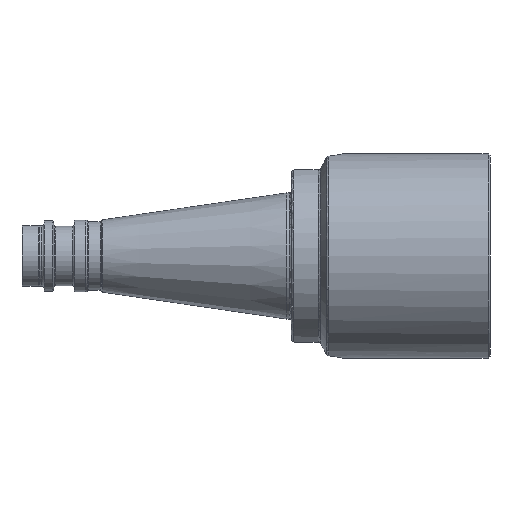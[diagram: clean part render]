
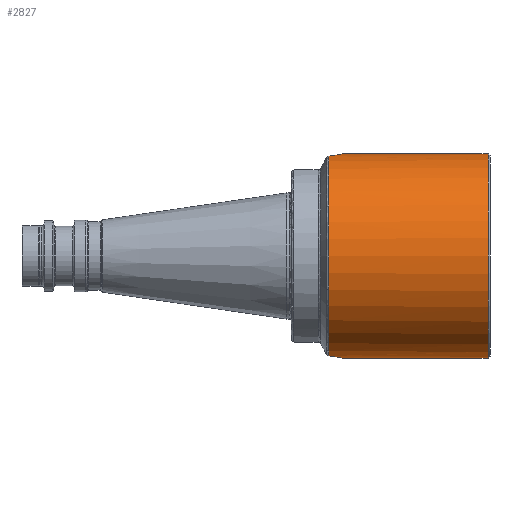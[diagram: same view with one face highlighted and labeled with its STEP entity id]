
A CAD part, front view. The second image highlights one B-rep face of the part: STEP entity #2827.
In plain terms, the highlighted cylindrical face has radius 36 mm (diameter 72 mm), a partial arc.
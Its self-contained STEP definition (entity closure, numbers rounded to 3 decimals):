
#24 = ORIENTED_EDGE ( 'NONE', *, *, #4023, .F. ) ;
#243 = CARTESIAN_POINT ( 'NONE',  ( 19.424, -1.935, -35.95 ) ) ;
#288 = CARTESIAN_POINT ( 'NONE',  ( 19.65, -0.388, 36. ) ) ;
#369 = CARTESIAN_POINT ( 'NONE',  ( 14.833, -7.372, 35.237 ) ) ;
#417 = VERTEX_POINT ( 'NONE', #2408 ) ;
#472 = DIRECTION ( 'NONE',  ( -1., 0., 0. ) ) ;
#559 = CARTESIAN_POINT ( 'NONE',  ( 15.551, -7.057, -35.303 ) ) ;
#574 = CARTESIAN_POINT ( 'NONE',  ( 14.833, 0., 0. ) ) ;
#596 = CARTESIAN_POINT ( 'NONE',  ( 19.622, -0.777, -35.994 ) ) ;
#623 = CARTESIAN_POINT ( 'NONE',  ( 17.095, -5.896, 35.515 ) ) ;
#851 = DIRECTION ( 'NONE',  ( -1., 0., 0. ) ) ;
#914 = DIRECTION ( 'NONE',  ( 0., 0., -1. ) ) ;
#919 = CARTESIAN_POINT ( 'NONE',  ( 16.206, -6.648, -35.385 ) ) ;
#929 = VERTEX_POINT ( 'NONE', #2597 ) ;
#938 = CARTESIAN_POINT ( 'NONE',  ( 19.65, 0., -36. ) ) ;
#964 = CARTESIAN_POINT ( 'NONE',  ( 17.887, -5.042, 35.646 ) ) ;
#1038 = CARTESIAN_POINT ( 'NONE',  ( -162.357, 0., -36. ) ) ;
#1122 = CIRCLE ( 'NONE', #2301, 36. ) ;
#1247 = CARTESIAN_POINT ( 'NONE',  ( 17.375, -5.621, -35.56 ) ) ;
#1291 = CARTESIAN_POINT ( 'NONE',  ( 18.545, -4.088, 35.769 ) ) ;
#1343 = FACE_OUTER_BOUND ( 'NONE', #3315, .T. ) ;
#1410 = B_SPLINE_CURVE_WITH_KNOTS ( 'NONE', 3,
 ( #2618, #2281, #2632, #623, #2967, #964, #3299, #1291, #3640, #1626, #3978, #1959, #4299, #2298, #288, #2645 ),
 .UNSPECIFIED., .F., .F.,
 ( 4, 2, 2, 2, 2, 2, 2, 4 ),
 ( 0., 0.002, 0.003, 0.005, 0.006, 0.007, 0.008, 0.009 ),
 .UNSPECIFIED. ) ;
#1498 = VECTOR ( 'NONE', #3374, 1000. ) ;
#1501 = ORIENTED_EDGE ( 'NONE', *, *, #2431, .T. ) ;
#1587 = CARTESIAN_POINT ( 'NONE',  ( 18.121, -4.735, -35.689 ) ) ;
#1626 = CARTESIAN_POINT ( 'NONE',  ( 19.065, -3.039, 35.873 ) ) ;
#1698 = VERTEX_POINT ( 'NONE', #369 ) ;
#1744 = AXIS2_PLACEMENT_3D ( 'NONE', #574, #2924, #914 ) ;
#1844 = AXIS2_PLACEMENT_3D ( 'NONE', #3441, #2782, #4104 ) ;
#1920 = CARTESIAN_POINT ( 'NONE',  ( 18.737, -3.745, -35.806 ) ) ;
#1959 = CARTESIAN_POINT ( 'NONE',  ( 19.424, -1.935, 35.95 ) ) ;
#2041 = B_SPLINE_CURVE_WITH_KNOTS ( 'NONE', 3,
 ( #2581, #559, #919, #3256, #1247, #3596, #1587, #3932, #1920, #4255, #2255, #243, #2604, #596, #2947, #938 ),
 .UNSPECIFIED., .F., .F.,
 ( 4, 2, 2, 2, 2, 2, 2, 4 ),
 ( 0., 0.002, 0.003, 0.005, 0.006, 0.007, 0.008, 0.009 ),
 .UNSPECIFIED. ) ;
#2104 = CARTESIAN_POINT ( 'NONE',  ( 19.65, 0., -36. ) ) ;
#2255 = CARTESIAN_POINT ( 'NONE',  ( 19.202, -2.677, -35.902 ) ) ;
#2281 = CARTESIAN_POINT ( 'NONE',  ( 15.551, -7.057, 35.303 ) ) ;
#2298 = CARTESIAN_POINT ( 'NONE',  ( 19.622, -0.777, 35.994 ) ) ;
#2301 = AXIS2_PLACEMENT_3D ( 'NONE', #2476, #472, #2828 ) ;
#2386 = LINE ( 'NONE', #1038, #1498 ) ;
#2392 = ORIENTED_EDGE ( 'NONE', *, *, #2515, .T. ) ;
#2408 = CARTESIAN_POINT ( 'NONE',  ( 70.9, 0., 36. ) ) ;
#2431 = EDGE_CURVE ( 'NONE', #929, #2857, #2041, .T. ) ;
#2476 = CARTESIAN_POINT ( 'NONE',  ( 70.9, 0., 0. ) ) ;
#2515 = EDGE_CURVE ( 'NONE', #1698, #929, #3171, .T. ) ;
#2581 = CARTESIAN_POINT ( 'NONE',  ( 14.833, -7.372, -35.237 ) ) ;
#2597 = CARTESIAN_POINT ( 'NONE',  ( 14.833, -7.372, -35.237 ) ) ;
#2604 = CARTESIAN_POINT ( 'NONE',  ( 19.508, -1.555, -35.968 ) ) ;
#2616 = EDGE_CURVE ( 'NONE', #1698, #3967, #1410, .T. ) ;
#2618 = CARTESIAN_POINT ( 'NONE',  ( 14.833, -7.372, 35.237 ) ) ;
#2632 = CARTESIAN_POINT ( 'NONE',  ( 16.206, -6.648, 35.385 ) ) ;
#2645 = CARTESIAN_POINT ( 'NONE',  ( 19.65, 0., 36. ) ) ;
#2782 = DIRECTION ( 'NONE',  ( -1., 0., 0. ) ) ;
#2827 = ADVANCED_FACE ( 'NONE', ( #1343 ), #2915, .T. ) ;
#2828 = DIRECTION ( 'NONE',  ( 0., 0., 1. ) ) ;
#2857 = VERTEX_POINT ( 'NONE', #2104 ) ;
#2882 = EDGE_CURVE ( 'NONE', #3987, #417, #1122, .T. ) ;
#2915 = CYLINDRICAL_SURFACE ( 'NONE', #1844, 36. ) ;
#2924 = DIRECTION ( 'NONE',  ( 1., 0., 0. ) ) ;
#2947 = CARTESIAN_POINT ( 'NONE',  ( 19.65, -0.388, -36. ) ) ;
#2967 = CARTESIAN_POINT ( 'NONE',  ( 17.375, -5.621, 35.56 ) ) ;
#3171 = CIRCLE ( 'NONE', #1744, 36. ) ;
#3192 = CARTESIAN_POINT ( 'NONE',  ( -162.357, 0., 36. ) ) ;
#3256 = CARTESIAN_POINT ( 'NONE',  ( 17.095, -5.896, -35.515 ) ) ;
#3299 = CARTESIAN_POINT ( 'NONE',  ( 18.121, -4.735, 35.689 ) ) ;
#3315 = EDGE_LOOP ( 'NONE', ( #24, #3486, #4270, #3391, #2392, #1501 ) ) ;
#3335 = LINE ( 'NONE', #3192, #4206 ) ;
#3374 = DIRECTION ( 'NONE',  ( -1., 0., 0. ) ) ;
#3391 = ORIENTED_EDGE ( 'NONE', *, *, #2616, .F. ) ;
#3441 = CARTESIAN_POINT ( 'NONE',  ( -162.357, 0., 0. ) ) ;
#3486 = ORIENTED_EDGE ( 'NONE', *, *, #2882, .T. ) ;
#3596 = CARTESIAN_POINT ( 'NONE',  ( 17.887, -5.042, -35.646 ) ) ;
#3640 = CARTESIAN_POINT ( 'NONE',  ( 18.737, -3.745, 35.806 ) ) ;
#3643 = CARTESIAN_POINT ( 'NONE',  ( 19.65, 0., 36. ) ) ;
#3932 = CARTESIAN_POINT ( 'NONE',  ( 18.545, -4.088, -35.769 ) ) ;
#3967 = VERTEX_POINT ( 'NONE', #3643 ) ;
#3978 = CARTESIAN_POINT ( 'NONE',  ( 19.202, -2.677, 35.902 ) ) ;
#3987 = VERTEX_POINT ( 'NONE', #4313 ) ;
#4023 = EDGE_CURVE ( 'NONE', #3987, #2857, #2386, .T. ) ;
#4104 = DIRECTION ( 'NONE',  ( 0., 0., 1. ) ) ;
#4206 = VECTOR ( 'NONE', #851, 1000. ) ;
#4255 = CARTESIAN_POINT ( 'NONE',  ( 19.065, -3.039, -35.873 ) ) ;
#4270 = ORIENTED_EDGE ( 'NONE', *, *, #4303, .T. ) ;
#4299 = CARTESIAN_POINT ( 'NONE',  ( 19.508, -1.555, 35.968 ) ) ;
#4303 = EDGE_CURVE ( 'NONE', #417, #3967, #3335, .T. ) ;
#4313 = CARTESIAN_POINT ( 'NONE',  ( 70.9, 0., -36. ) ) ;
